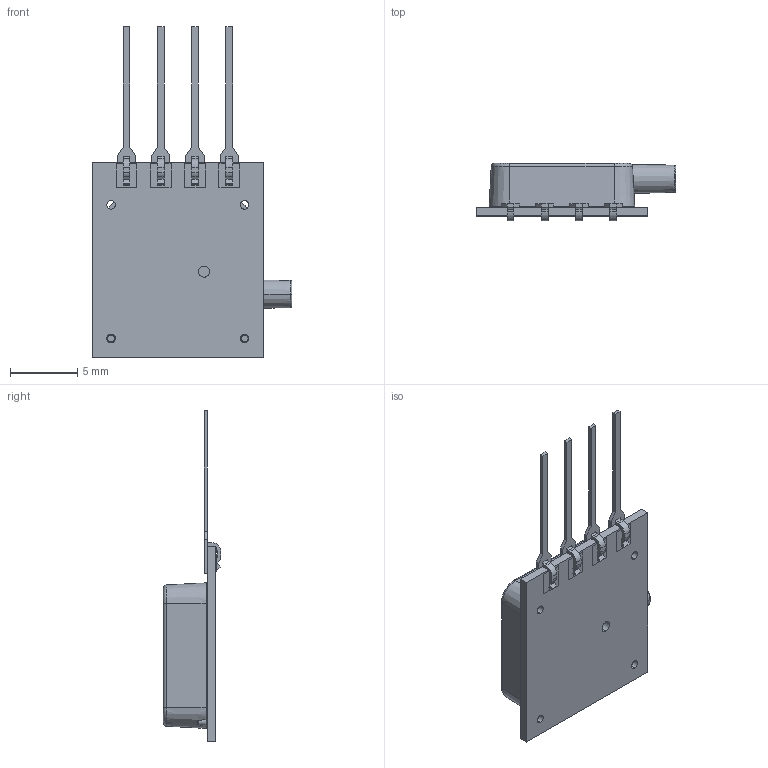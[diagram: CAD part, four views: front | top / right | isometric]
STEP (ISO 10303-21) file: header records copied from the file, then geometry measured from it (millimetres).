
FILE_DESCRIPTION (( 'STEP AP203' ), '1' );
FILE_NAME ('BGNS.STEP', '2024-03-01T21:51:53', ( '' ), ( '' ), 'SwSTEP 2.0', 'SolidWorks 2019', '' );
FILE_SCHEMA (( 'CONFIG_CONTROL_DESIGN' ));
Length unit declared in the file: inch
Products named in the file (4): BGNS; Ceramic-Blank B series; AS01-06-001 SIP for B series; AS01-01-010 for B series
Assembly tree (6 placements, depth 2):
  BGNS
    Ceramic-Blank B series
    AS01-06-001 SIP for B series  x4
    AS01-01-010 for B series
Bounding box: 14.8 x 4.26 x 24.51 mm (x, y, z)
Volume: 331.4 mm3; surface area: 1183.4 mm2
Topology: 20 solids, 20 shells, 334 faces, 842 edges, 550 vertices
Faces by surface type: plane 243, cylinder 51, cone 23, torus 13, bspline 4
Entity records: 7752 total; most frequent: CARTESIAN_POINT 1694, ORIENTED_EDGE 1156, DIRECTION 1111, EDGE_CURVE 578, LINE 433, VECTOR 433, VERTEX_POINT 376, AXIS2_PLACEMENT_3D 339
